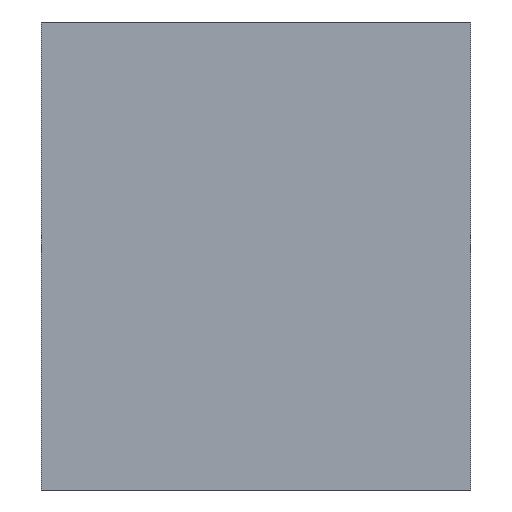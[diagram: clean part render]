
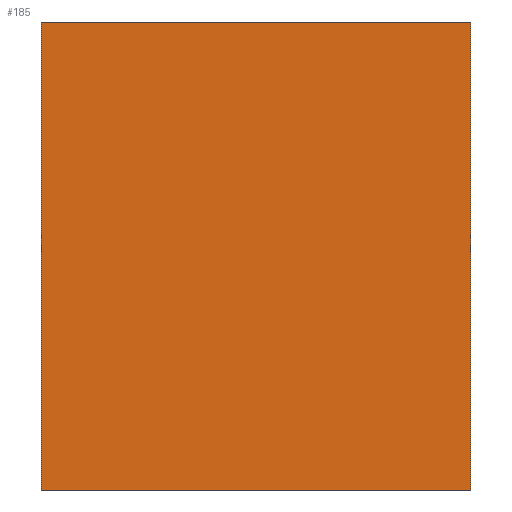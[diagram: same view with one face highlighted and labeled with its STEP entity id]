
A CAD part, left-side view. The second image highlights one B-rep face of the part: STEP entity #185.
In plain terms, the highlighted planar face has unit normal (-1, 0, 0).
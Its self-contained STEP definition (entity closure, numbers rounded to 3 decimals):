
#17=PLANE('',#214);
#29=FACE_OUTER_BOUND('',#39,.T.);
#39=EDGE_LOOP('',(#153,#154,#155,#156));
#55=LINE('',#334,#70);
#56=LINE('',#336,#71);
#57=LINE('',#338,#72);
#58=LINE('',#339,#73);
#70=VECTOR('',#245,10.);
#71=VECTOR('',#246,10.);
#72=VECTOR('',#247,10.);
#73=VECTOR('',#248,10.);
#96=VERTEX_POINT('',#332);
#97=VERTEX_POINT('',#333);
#98=VERTEX_POINT('',#335);
#99=VERTEX_POINT('',#337);
#117=EDGE_CURVE('',#96,#97,#55,.T.);
#118=EDGE_CURVE('',#96,#98,#56,.T.);
#119=EDGE_CURVE('',#99,#98,#57,.T.);
#120=EDGE_CURVE('',#97,#99,#58,.T.);
#153=ORIENTED_EDGE('',*,*,#117,.F.);
#154=ORIENTED_EDGE('',*,*,#118,.T.);
#155=ORIENTED_EDGE('',*,*,#119,.F.);
#156=ORIENTED_EDGE('',*,*,#120,.F.);
#185=ADVANCED_FACE('',(#29),#17,.T.);
#214=AXIS2_PLACEMENT_3D('',#331,#243,#244);
#243=DIRECTION('center_axis',(-1.,0.,0.));
#244=DIRECTION('ref_axis',(0.,-1.,0.));
#245=DIRECTION('',(0.,1.,0.));
#246=DIRECTION('',(0.,0.,1.));
#247=DIRECTION('',(0.,-1.,0.));
#248=DIRECTION('',(0.,0.,1.));
#331=CARTESIAN_POINT('Origin',(0.,0.,0.));
#332=CARTESIAN_POINT('',(0.,-5.6,0.));
#333=CARTESIAN_POINT('',(0.,0.,0.));
#334=CARTESIAN_POINT('',(0.,-5.6,0.));
#335=CARTESIAN_POINT('',(0.,-5.6,6.1));
#336=CARTESIAN_POINT('',(0.,-5.6,0.));
#337=CARTESIAN_POINT('',(0.,0.,6.1));
#338=CARTESIAN_POINT('',(0.,-5.6,6.1));
#339=CARTESIAN_POINT('',(0.,0.,0.));
